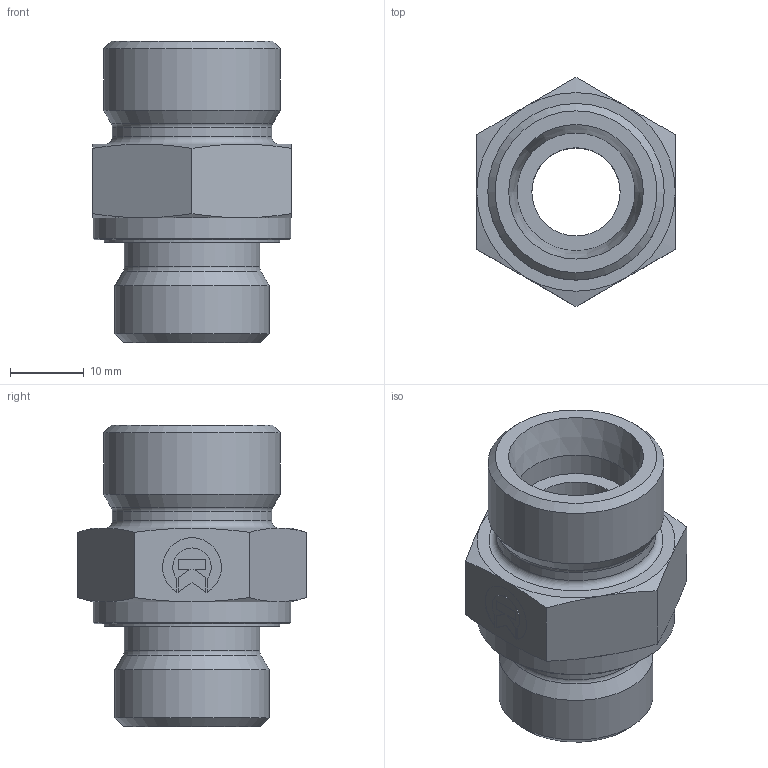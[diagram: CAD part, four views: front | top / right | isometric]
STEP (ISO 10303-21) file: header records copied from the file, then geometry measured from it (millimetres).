
FILE_DESCRIPTION((''),'2;1');
FILE_NAME('118164824.stp','2014-08-07T09:22:18',(''),('KNOMI spol. s r. o.'),'Autodesk Inventor 2012','Autodesk Inventor 2012','');
FILE_SCHEMA(('AUTOMOTIVE_DESIGN { 1 2 10303 214 0 1 1 1 }'));
Length unit declared in the file: millimetre
Products named in the file (3): PHER3 16SR G1/2/M24x1; 119 16 4824; 609210012
Assembly tree (2 placements, depth 2):
  PHER3 16SR G1/2/M24x1
    119 16 4824
    609210012
Bounding box: 27 x 31.18 x 41 mm (x, y, z)
Volume: 12852.2 mm3; surface area: 6452.3 mm2
Topology: 2 solids, 2 shells, 85 faces, 191 edges, 119 vertices
Faces by surface type: plane 45, cone 21, cylinder 14, torus 5
Full cylindrical faces by diameter (mm): 12 x1, 16 x1, 18.4 x1, 18.5 x1, 20.955 x1, 21.7 x1, 23.9 x1, 24 x2, 26.9 x1
Entity records: 2363 total; most frequent: CARTESIAN_POINT 418, DIRECTION 372, ORIENTED_EDGE 328, EDGE_CURVE 164, AXIS2_PLACEMENT_3D 142, EDGE_LOOP 122, VERTEX_POINT 116, VECTOR 88
